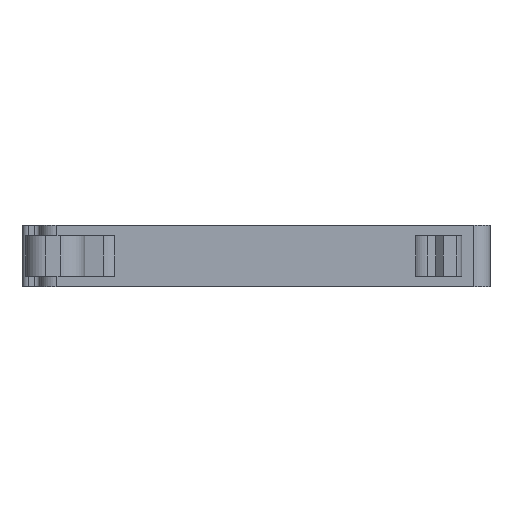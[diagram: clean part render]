
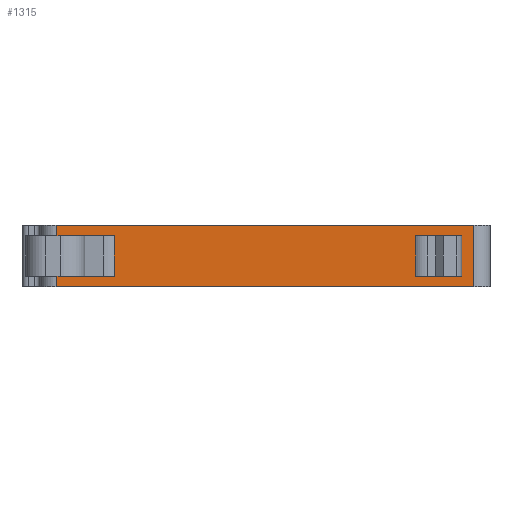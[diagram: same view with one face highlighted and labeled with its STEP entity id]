
A CAD part, front view. The second image highlights one B-rep face of the part: STEP entity #1315.
In plain terms, the highlighted planar face has unit normal (0, -1, 0).
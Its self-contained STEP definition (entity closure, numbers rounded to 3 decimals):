
#116 = CARTESIAN_POINT ( 'NONE',  ( -19.5, -28.904, 2.875 ) ) ;
#141 = EDGE_CURVE ( 'NONE', #3634, #2985, #445, .T. ) ;
#264 = VECTOR ( 'NONE', #1365, 1000. ) ;
#336 = CARTESIAN_POINT ( 'NONE',  ( -19.5, -28.904, 2.875 ) ) ;
#413 = CARTESIAN_POINT ( 'NONE',  ( -19.5, -28.904, -2.875 ) ) ;
#445 = LINE ( 'NONE', #413, #2596 ) ;
#486 = LINE ( 'NONE', #336, #264 ) ;
#704 = VECTOR ( 'NONE', #1823, 1000. ) ;
#754 = FACE_OUTER_BOUND ( 'NONE', #1229, .T. ) ;
#789 = EDGE_CURVE ( 'NONE', #3172, #3634, #486, .T. ) ;
#812 = ORIENTED_EDGE ( 'NONE', *, *, #3271, .F. ) ;
#1202 = AXIS2_PLACEMENT_3D ( 'NONE', #4267, #4277, #2315 ) ;
#1229 = EDGE_LOOP ( 'NONE', ( #3041, #812, #4108, #1853 ) ) ;
#1315 = ADVANCED_FACE ( 'NONE', ( #754 ), #1977, .F. ) ;
#1365 = DIRECTION ( 'NONE',  ( 0., 0., -1. ) ) ;
#1610 = CARTESIAN_POINT ( 'NONE',  ( 19.5, -28.904, 2.875 ) ) ;
#1620 = LINE ( 'NONE', #116, #704 ) ;
#1763 = VECTOR ( 'NONE', #2348, 1000. ) ;
#1823 = DIRECTION ( 'NONE',  ( 1., 0., 0. ) ) ;
#1853 = ORIENTED_EDGE ( 'NONE', *, *, #789, .T. ) ;
#1889 = CARTESIAN_POINT ( 'NONE',  ( -19.5, -28.904, -2.875 ) ) ;
#1977 = PLANE ( 'NONE',  #1202 ) ;
#2314 = EDGE_CURVE ( 'NONE', #3172, #2612, #1620, .T. ) ;
#2315 = DIRECTION ( 'NONE',  ( -1., 0., 0. ) ) ;
#2348 = DIRECTION ( 'NONE',  ( 0., 0., -1. ) ) ;
#2435 = DIRECTION ( 'NONE',  ( 1., 0., 0. ) ) ;
#2596 = VECTOR ( 'NONE', #2435, 1000. ) ;
#2612 = VERTEX_POINT ( 'NONE', #1610 ) ;
#2642 = LINE ( 'NONE', #2997, #1763 ) ;
#2953 = CARTESIAN_POINT ( 'NONE',  ( -19.5, -28.904, 2.875 ) ) ;
#2985 = VERTEX_POINT ( 'NONE', #3151 ) ;
#2997 = CARTESIAN_POINT ( 'NONE',  ( 19.5, -28.904, 2.875 ) ) ;
#3041 = ORIENTED_EDGE ( 'NONE', *, *, #141, .T. ) ;
#3151 = CARTESIAN_POINT ( 'NONE',  ( 19.5, -28.904, -2.875 ) ) ;
#3172 = VERTEX_POINT ( 'NONE', #2953 ) ;
#3271 = EDGE_CURVE ( 'NONE', #2612, #2985, #2642, .T. ) ;
#3634 = VERTEX_POINT ( 'NONE', #1889 ) ;
#4108 = ORIENTED_EDGE ( 'NONE', *, *, #2314, .F. ) ;
#4267 = CARTESIAN_POINT ( 'NONE',  ( -19.5, -28.904, 2.875 ) ) ;
#4277 = DIRECTION ( 'NONE',  ( 0., 1., 0. ) ) ;
